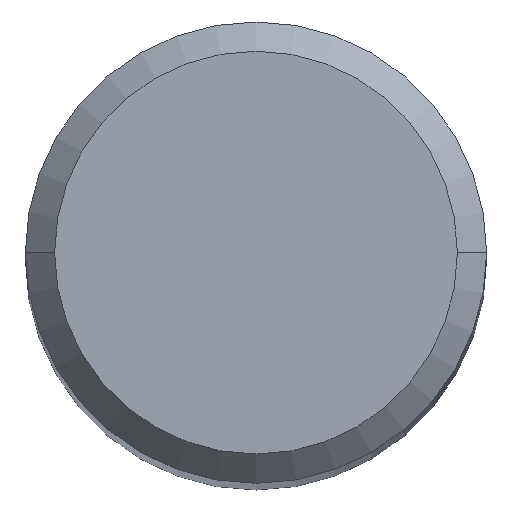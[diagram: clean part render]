
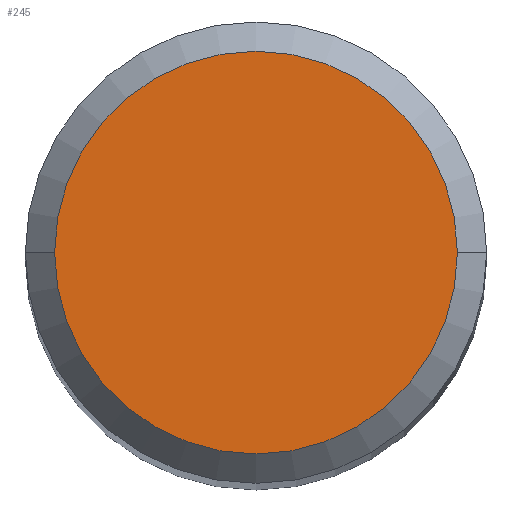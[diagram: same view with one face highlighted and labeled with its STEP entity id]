
A CAD part, top view. The second image highlights one B-rep face of the part: STEP entity #245.
In plain terms, the highlighted planar face has unit normal (0, 0, 1).
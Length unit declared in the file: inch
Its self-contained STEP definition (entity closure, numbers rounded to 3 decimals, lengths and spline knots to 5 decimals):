
#6 = AXIS2_PLACEMENT_3D ( 'NONE', #159, #300, #410 ) ;
#26 = ORIENTED_EDGE ( 'NONE', *, *, #129, .T. ) ;
#33 = AXIS2_PLACEMENT_3D ( 'NONE', #42, #109, #174 ) ;
#42 = CARTESIAN_POINT ( 'NONE',  ( 0., 0., 2.24409 ) ) ;
#49 = CARTESIAN_POINT ( 'NONE',  ( -0.10311, 0., 2.24409 ) ) ;
#109 = DIRECTION ( 'NONE',  ( 0., 0., 1. ) ) ;
#123 = CIRCLE ( 'NONE', #6, 0.10311 ) ;
#126 = ORIENTED_EDGE ( 'NONE', *, *, #273, .T. ) ;
#129 = EDGE_CURVE ( 'NONE', #324, #257, #123, .T. ) ;
#131 = CARTESIAN_POINT ( 'NONE',  ( 0., 0., 2.24409 ) ) ;
#132 = AXIS2_PLACEMENT_3D ( 'NONE', #131, #369, #239 ) ;
#159 = CARTESIAN_POINT ( 'NONE',  ( 0., 0., 2.24409 ) ) ;
#174 = DIRECTION ( 'NONE',  ( 1., 0., 0. ) ) ;
#206 = FACE_OUTER_BOUND ( 'NONE', #361, .T. ) ;
#239 = DIRECTION ( 'NONE',  ( 1., 0., 0. ) ) ;
#245 = ADVANCED_FACE ( 'NONE', ( #206 ), #338, .T. ) ;
#257 = VERTEX_POINT ( 'NONE', #404 ) ;
#273 = EDGE_CURVE ( 'NONE', #257, #324, #355, .T. ) ;
#300 = DIRECTION ( 'NONE',  ( 0., 0., 1. ) ) ;
#324 = VERTEX_POINT ( 'NONE', #49 ) ;
#338 = PLANE ( 'NONE',  #132 ) ;
#355 = CIRCLE ( 'NONE', #33, 0.10311 ) ;
#361 = EDGE_LOOP ( 'NONE', ( #26, #126 ) ) ;
#369 = DIRECTION ( 'NONE',  ( 0., 0., 1. ) ) ;
#404 = CARTESIAN_POINT ( 'NONE',  ( 0.10311, 0., 2.24409 ) ) ;
#410 = DIRECTION ( 'NONE',  ( 1., 0., 0. ) ) ;
